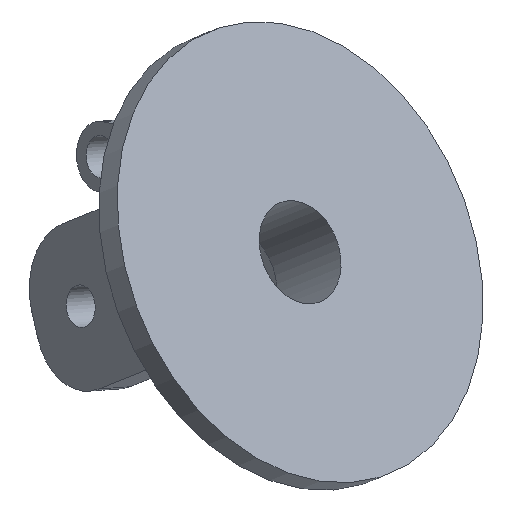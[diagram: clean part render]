
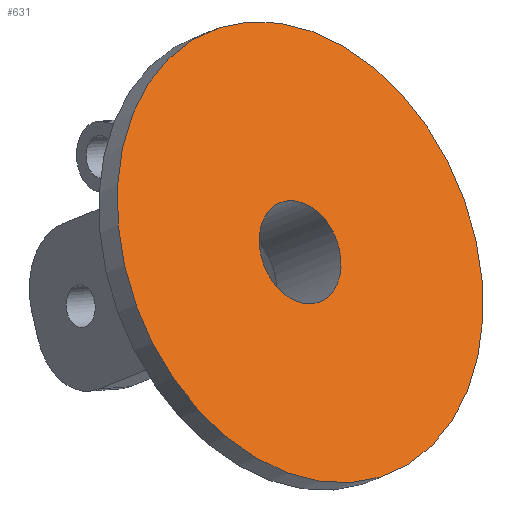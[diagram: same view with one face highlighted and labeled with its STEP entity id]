
A CAD part, top view. The second image highlights one B-rep face of the part: STEP entity #631.
In plain terms, the highlighted planar face has unit normal (0.643, 0.259, 0.721).
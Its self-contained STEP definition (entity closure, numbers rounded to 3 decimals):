
#37=FACE_BOUND('',#133,.T.);
#60=CIRCLE('',#697,37.5);
#61=CIRCLE('',#702,167.5);
#91=FACE_OUTER_BOUND('',#132,.T.);
#132=EDGE_LOOP('',(#573));
#133=EDGE_LOOP('',(#574));
#316=VERTEX_POINT('',#1048);
#317=VERTEX_POINT('',#1057);
#400=EDGE_CURVE('',#316,#316,#60,.T.);
#403=EDGE_CURVE('',#317,#317,#61,.T.);
#573=ORIENTED_EDGE('',*,*,#403,.T.);
#574=ORIENTED_EDGE('',*,*,#400,.T.);
#599=PLANE('',#701);
#631=ADVANCED_FACE('',(#91,#37),#599,.T.);
#697=AXIS2_PLACEMENT_3D('',#1050,#866,#867);
#701=AXIS2_PLACEMENT_3D('',#1056,#876,#877);
#702=AXIS2_PLACEMENT_3D('',#1058,#878,#879);
#866=DIRECTION('center_axis',(-0.643,-0.259,-0.721));
#867=DIRECTION('ref_axis',(-0.215,0.964,-0.155));
#876=DIRECTION('center_axis',(0.643,0.259,0.721));
#877=DIRECTION('ref_axis',(-0.735,-0.055,0.675));
#878=DIRECTION('center_axis',(0.643,0.259,0.721));
#879=DIRECTION('ref_axis',(-0.215,0.964,-0.155));
#1048=CARTESIAN_POINT('',(8.048,118.837,5.806));
#1050=CARTESIAN_POINT('Origin',(0.,155.,
0.));
#1056=CARTESIAN_POINT('Origin',(0.,155.,
0.));
#1057=CARTESIAN_POINT('',(35.949,-6.528,25.933));
#1058=CARTESIAN_POINT('Origin',(0.,155.,
0.));
